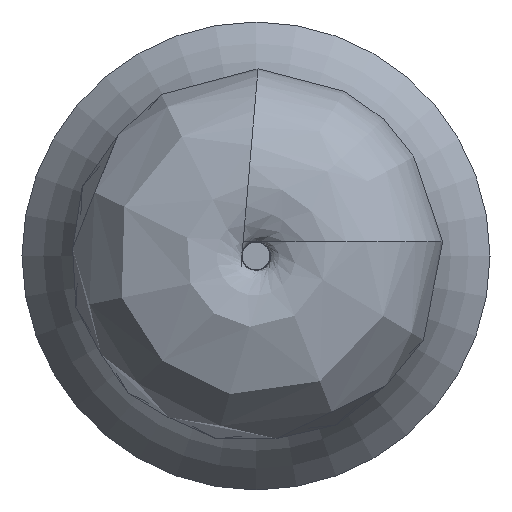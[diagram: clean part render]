
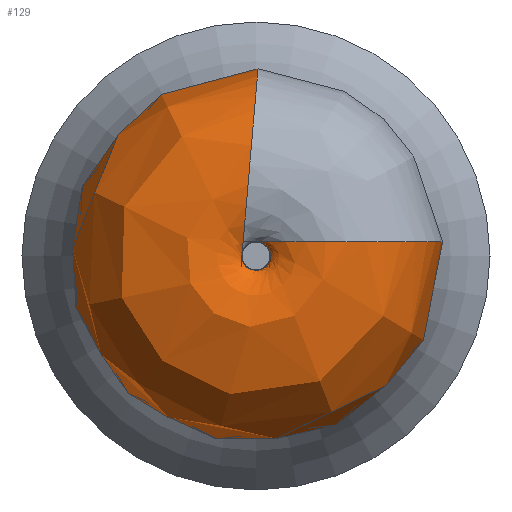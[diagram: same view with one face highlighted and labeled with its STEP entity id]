
A CAD part, left-side view. The second image highlights one B-rep face of the part: STEP entity #129.
In plain terms, the highlighted free-form (B-spline) face has degree [3, 3] with [7, 7] control points.
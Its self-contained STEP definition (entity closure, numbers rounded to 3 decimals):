
#129=ADVANCED_FACE('',(#142,#143),#140,.F.);
#140=(
BOUNDED_SURFACE()
B_SPLINE_SURFACE(3,3,((#293,#294,#295,#296,#297,#298,#299),(#300,#301,#302,
#303,#304,#305,#306),(#307,#308,#309,#310,#311,#312,#313),(#314,#315,#316,
#317,#318,#319,#320),(#321,#322,#323,#324,#325,#326,#327),(#328,#329,#330,
#331,#332,#333,#334),(#335,#336,#337,#338,#339,#340,#341)),
 .UNSPECIFIED.,.T.,.F.,.F.)
B_SPLINE_SURFACE_WITH_KNOTS((1,3,3,3,1),(4,3,4),(-0.5,0.,0.5,1.,1.5),(0.,
0.5,1.),.UNSPECIFIED.)
GEOMETRIC_REPRESENTATION_ITEM()
RATIONAL_B_SPLINE_SURFACE(((1.,0.575,0.575,1.,0.575,
0.575,1.),(0.333,0.192,0.192,
0.333,0.192,0.192,0.333),
(0.333,0.192,0.192,0.333,
0.192,0.192,0.333),(1.,0.575,
0.575,1.,0.575,0.575,1.),(0.333,
0.192,0.192,0.333,0.192,
0.192,0.333),(0.333,0.192,
0.192,0.333,0.192,0.192,
0.333),(1.,0.575,0.575,1.,0.575,
0.575,1.)))
REPRESENTATION_ITEM('')
SURFACE()
);
#142=FACE_BOUND('',#160,.T.);
#143=FACE_BOUND('',#161,.T.);
#160=EDGE_LOOP('',(#180));
#161=EDGE_LOOP('',(#181));
#180=ORIENTED_EDGE('',*,*,#210,.T.);
#181=ORIENTED_EDGE('',*,*,#211,.F.);
#200=VERTEX_POINT('',#290);
#201=VERTEX_POINT('',#292);
#210=EDGE_CURVE('',#200,#200,#220,.T.);
#211=EDGE_CURVE('',#201,#201,#221,.T.);
#220=CIRCLE('',#231,2.5);
#221=CIRCLE('',#232,2.5);
#231=AXIS2_PLACEMENT_3D('',#289,#251,#252);
#232=AXIS2_PLACEMENT_3D('',#291,#253,#254);
#251=DIRECTION('',(0.,0.996,0.086));
#252=DIRECTION('',(1.,0.,0.));
#253=DIRECTION('',(0.,0.,1.));
#254=DIRECTION('',(1.,0.,0.));
#289=CARTESIAN_POINT('',(2.5,0.171,1.509));
#290=CARTESIAN_POINT('',(5.,0.171,1.509));
#291=CARTESIAN_POINT('',(2.5,-1.489,0.3));
#292=CARTESIAN_POINT('',(5.,-1.489,0.3));
#293=CARTESIAN_POINT('',(5.,-1.489,0.3));
#294=CARTESIAN_POINT('',(5.,-1.813,-1.308));
#295=CARTESIAN_POINT('',(5.,-0.432,-2.193));
#296=CARTESIAN_POINT('',(5.,0.894,-1.228));
#297=CARTESIAN_POINT('',(5.,2.22,-0.262));
#298=CARTESIAN_POINT('',(5.,1.801,1.324));
#299=CARTESIAN_POINT('',(5.,0.171,1.509));
#300=CARTESIAN_POINT('',(5.,3.511,0.3));
#301=CARTESIAN_POINT('',(5.,3.187,4.093));
#302=CARTESIAN_POINT('',(5.,-0.464,5.166));
#303=CARTESIAN_POINT('',(5.,-2.79,2.153));
#304=CARTESIAN_POINT('',(5.,-5.115,-0.86));
#305=CARTESIAN_POINT('',(5.,-3.151,-4.121));
#306=CARTESIAN_POINT('',(5.,0.6,-3.473));
#307=CARTESIAN_POINT('',(0.,3.511,0.3));
#308=CARTESIAN_POINT('',(0.,3.187,4.093));
#309=CARTESIAN_POINT('',(0.,-0.464,5.166));
#310=CARTESIAN_POINT('',(0.,-2.79,2.153));
#311=CARTESIAN_POINT('',(0.,-5.115,-0.86));
#312=CARTESIAN_POINT('',(0.,-3.151,-4.121));
#313=CARTESIAN_POINT('',(0.,0.6,-3.473));
#314=CARTESIAN_POINT('',(0.,-1.489,0.3));
#315=CARTESIAN_POINT('',(0.,-1.813,-1.308));
#316=CARTESIAN_POINT('',(0.,-0.432,-2.193));
#317=CARTESIAN_POINT('',(0.,0.894,-1.228));
#318=CARTESIAN_POINT('',(0.,2.22,-0.262));
#319=CARTESIAN_POINT('',(0.,1.801,1.324));
#320=CARTESIAN_POINT('',(0.,0.171,1.509));
#321=CARTESIAN_POINT('',(0.,-6.489,0.3));
#322=CARTESIAN_POINT('',(0.,-6.813,-6.708));
#323=CARTESIAN_POINT('',(0.,-0.399,-9.553));
#324=CARTESIAN_POINT('',(0.,4.578,-4.608));
#325=CARTESIAN_POINT('',(0.,9.555,0.336));
#326=CARTESIAN_POINT('',(0.,6.753,6.768));
#327=CARTESIAN_POINT('',(0.,-0.257,6.49));
#328=CARTESIAN_POINT('',(5.,-6.489,0.3));
#329=CARTESIAN_POINT('',(5.,-6.813,-6.708));
#330=CARTESIAN_POINT('',(5.,-0.399,-9.553));
#331=CARTESIAN_POINT('',(5.,4.578,-4.608));
#332=CARTESIAN_POINT('',(5.,9.555,0.336));
#333=CARTESIAN_POINT('',(5.,6.753,6.768));
#334=CARTESIAN_POINT('',(5.,-0.257,6.49));
#335=CARTESIAN_POINT('',(5.,-1.489,0.3));
#336=CARTESIAN_POINT('',(5.,-1.813,-1.308));
#337=CARTESIAN_POINT('',(5.,-0.432,-2.193));
#338=CARTESIAN_POINT('',(5.,0.894,-1.228));
#339=CARTESIAN_POINT('',(5.,2.22,-0.262));
#340=CARTESIAN_POINT('',(5.,1.801,1.324));
#341=CARTESIAN_POINT('',(5.,0.171,1.509));
